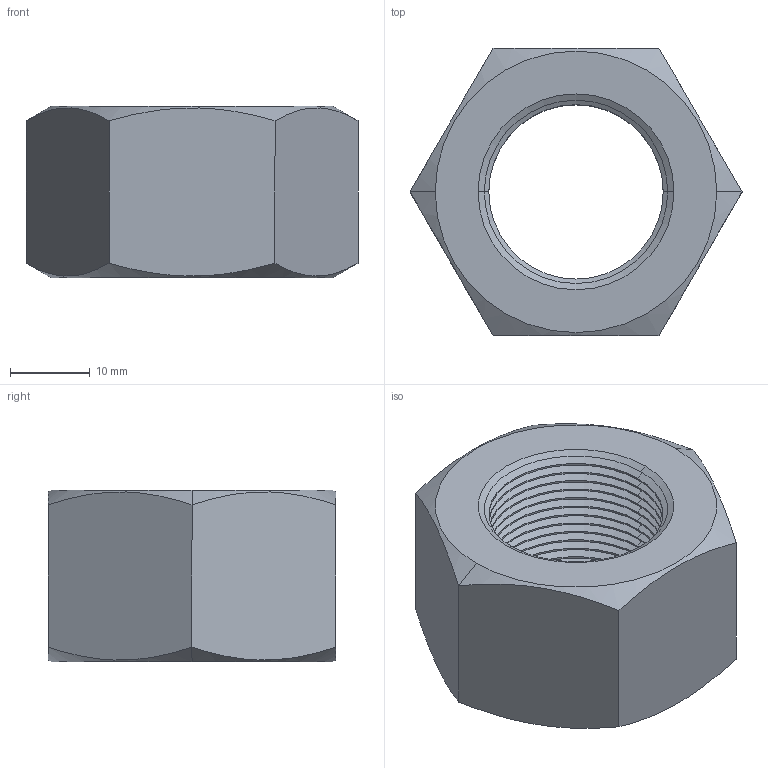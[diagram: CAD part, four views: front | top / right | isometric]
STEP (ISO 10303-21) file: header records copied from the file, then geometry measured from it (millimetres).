
FILE_DESCRIPTION (( 'STEP AP214' ), '1' );
FILE_NAME ('M24-B.STEP', '2021-10-17T16:41:31', ( 'China' ), ( 'Home' ), 'SwSTEP 2.0', 'SolidWorks 2018', '' );
FILE_SCHEMA (( 'AUTOMOTIVE_DESIGN' ));
Length unit declared in the file: millimetre
Products named in the file (1): M24-B
Bounding box: 41.57 x 36 x 21.5 mm (x, y, z)
Volume: 15294.8 mm3; surface area: 6659.9 mm2
Topology: 1 solids, 1 shells, 110 faces, 224 edges, 116 vertices
Faces by surface type: cone 72, cylinder 30, plane 8
Entity records: 2962 total; most frequent: CARTESIAN_POINT 607, DIRECTION 538, ORIENTED_EDGE 448, EDGE_CURVE 224, AXIS2_PLACEMENT_3D 215, VERTEX_POINT 116, EDGE_LOOP 112, FACE_OUTER_BOUND 110
